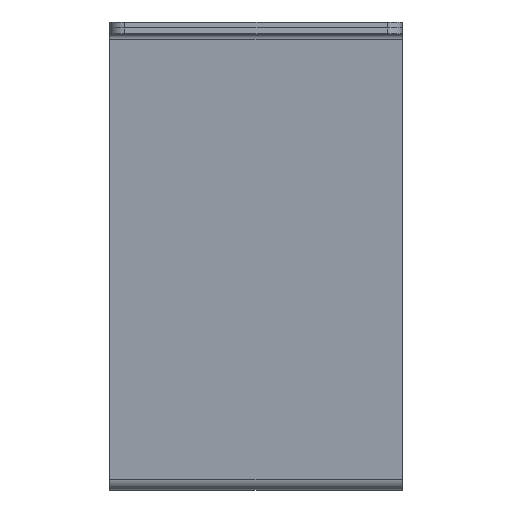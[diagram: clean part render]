
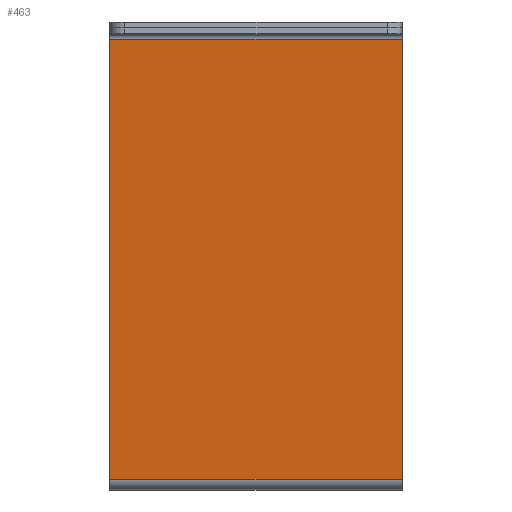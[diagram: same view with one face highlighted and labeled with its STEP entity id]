
A CAD part, left-side view. The second image highlights one B-rep face of the part: STEP entity #463.
In plain terms, the highlighted planar face has unit normal (-0.996, 0, -0.087).
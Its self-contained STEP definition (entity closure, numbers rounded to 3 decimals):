
#20 = LINE ( 'NONE', #522, #1602 ) ;
#119 = EDGE_CURVE ( 'NONE', #464, #1028, #487, .T. ) ;
#148 = CARTESIAN_POINT ( 'NONE',  ( -68.297, 0., -6.151 ) ) ;
#222 = FACE_OUTER_BOUND ( 'NONE', #1095, .T. ) ;
#278 = DIRECTION ( 'NONE',  ( -0.087, 0., 0.996 ) ) ;
#296 = ORIENTED_EDGE ( 'NONE', *, *, #119, .T. ) ;
#363 = ORIENTED_EDGE ( 'NONE', *, *, #1910, .F. ) ;
#386 = AXIS2_PLACEMENT_3D ( 'NONE', #148, #2573, #2122 ) ;
#438 = CARTESIAN_POINT ( 'NONE',  ( -82.172, -50., 152.439 ) ) ;
#463 = ADVANCED_FACE ( 'NONE', ( #222 ), #506, .F. ) ;
#464 = VERTEX_POINT ( 'NONE', #1919 ) ;
#481 = LINE ( 'NONE', #1483, #2540 ) ;
#487 = LINE ( 'NONE', #1467, #2079 ) ;
#506 = PLANE ( 'NONE',  #386 ) ;
#522 = CARTESIAN_POINT ( 'NONE',  ( -82.172, 50., 152.439 ) ) ;
#577 = DIRECTION ( 'NONE',  ( 0.087, 0., -0.996 ) ) ;
#667 = CARTESIAN_POINT ( 'NONE',  ( -68.979, 50., 1.651 ) ) ;
#697 = DIRECTION ( 'NONE',  ( 0., -1., 0. ) ) ;
#1028 = VERTEX_POINT ( 'NONE', #438 ) ;
#1069 = CARTESIAN_POINT ( 'NONE',  ( -82.172, 50., 152.439 ) ) ;
#1095 = EDGE_LOOP ( 'NONE', ( #363, #1565, #1832, #296 ) ) ;
#1166 = VERTEX_POINT ( 'NONE', #667 ) ;
#1266 = VECTOR ( 'NONE', #577, 1000. ) ;
#1406 = LINE ( 'NONE', #1782, #1266 ) ;
#1467 = CARTESIAN_POINT ( 'NONE',  ( -68.297, -50., -6.151 ) ) ;
#1483 = CARTESIAN_POINT ( 'NONE',  ( -68.979, 50., 1.651 ) ) ;
#1565 = ORIENTED_EDGE ( 'NONE', *, *, #1605, .T. ) ;
#1602 = VECTOR ( 'NONE', #697, 1000. ) ;
#1605 = EDGE_CURVE ( 'NONE', #2009, #1166, #1406, .T. ) ;
#1782 = CARTESIAN_POINT ( 'NONE',  ( -68.297, 50., -6.151 ) ) ;
#1832 = ORIENTED_EDGE ( 'NONE', *, *, #2462, .F. ) ;
#1910 = EDGE_CURVE ( 'NONE', #2009, #1028, #20, .T. ) ;
#1919 = CARTESIAN_POINT ( 'NONE',  ( -68.979, -50., 1.651 ) ) ;
#2009 = VERTEX_POINT ( 'NONE', #1069 ) ;
#2079 = VECTOR ( 'NONE', #278, 1000. ) ;
#2122 = DIRECTION ( 'NONE',  ( 0.087, 0., -0.996 ) ) ;
#2285 = DIRECTION ( 'NONE',  ( 0., 1., 0. ) ) ;
#2462 = EDGE_CURVE ( 'NONE', #464, #1166, #481, .T. ) ;
#2540 = VECTOR ( 'NONE', #2285, 1000. ) ;
#2573 = DIRECTION ( 'NONE',  ( 0.996, 0., 0.087 ) ) ;
